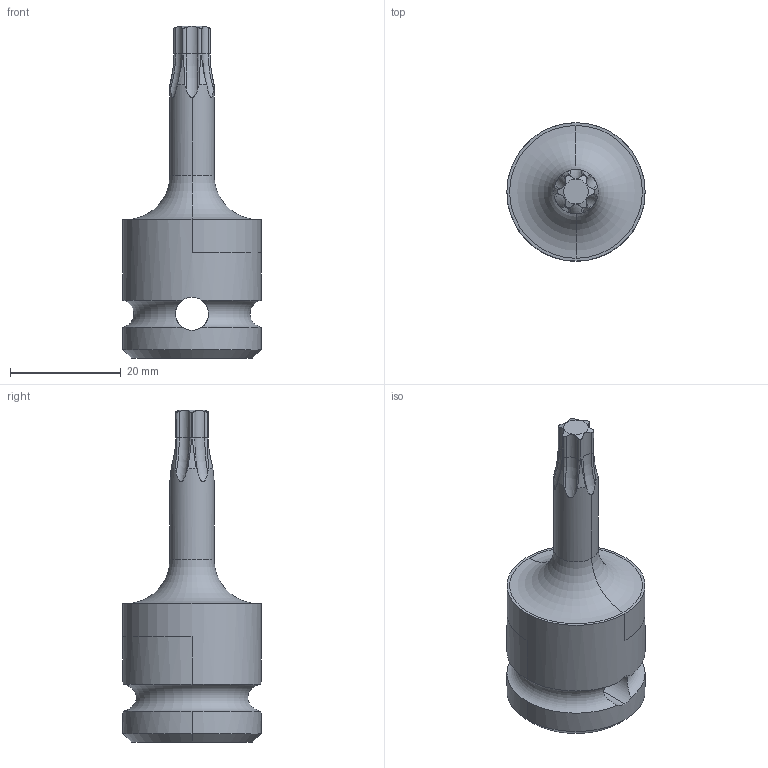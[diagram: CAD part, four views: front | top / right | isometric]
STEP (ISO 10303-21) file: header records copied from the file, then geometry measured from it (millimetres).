
FILE_DESCRIPTION((''),'2;1');
FILE_NAME('4027132640','2023-08-22T11:15:51',('A00565553'),(''),'CREO PARAMETRIC BY PTC INC, 2022414','CREO PARAMETRIC BY PTC INC, 2022414','');
FILE_SCHEMA(('CONFIG_CONTROL_DESIGN','GEOMETRIC_VALIDATION_PROPERTIES_MIM'));
Length unit declared in the file: millimetre
Products named in the file (1): 4027132640
Bounding box: 25 x 25 x 60 mm (x, y, z)
Volume: 10699.5 mm3; surface area: 4551.7 mm2
Topology: 1 solids, 1 shells, 88 faces, 241 edges, 154 vertices
Faces by surface type: cylinder 39, torus 28, plane 13, cone 8
Entity records: 3389 total; most frequent: CARTESIAN_POINT 1138, ORIENTED_EDGE 482, DIRECTION 414, EDGE_CURVE 241, AXIS2_PLACEMENT_3D 176, VERTEX_POINT 154, EDGE_LOOP 91, B_SPLINE_CURVE_WITH_KNOTS 91
